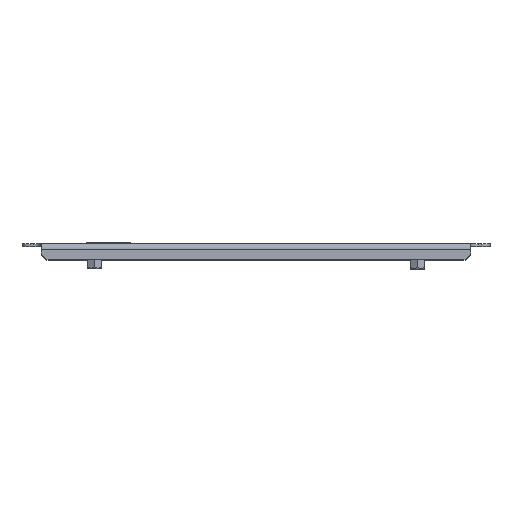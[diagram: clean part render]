
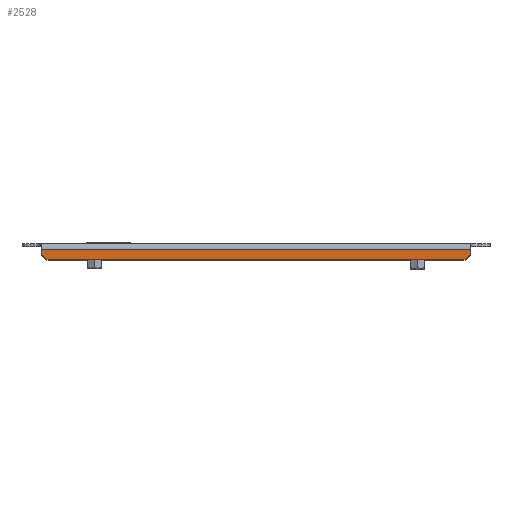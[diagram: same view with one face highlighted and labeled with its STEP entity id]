
A CAD part, top view. The second image highlights one B-rep face of the part: STEP entity #2528.
In plain terms, the highlighted planar face has unit normal (0, 0, 1).
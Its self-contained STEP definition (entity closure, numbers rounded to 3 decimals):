
#37 = CARTESIAN_POINT ( 'NONE',  ( -133., -5., 145. ) ) ;
#267 = EDGE_CURVE ( 'NONE', #2118, #5711, #2163, .T. ) ;
#599 = DIRECTION ( 'NONE',  ( 0., -1., 0. ) ) ;
#629 = DIRECTION ( 'NONE',  ( 0., 1., 0. ) ) ;
#643 = ORIENTED_EDGE ( 'NONE', *, *, #3200, .F. ) ;
#883 = DIRECTION ( 'NONE',  ( 0., 0., 1. ) ) ;
#891 = LINE ( 'NONE', #3744, #3445 ) ;
#1075 = ORIENTED_EDGE ( 'NONE', *, *, #4386, .T. ) ;
#1353 = CARTESIAN_POINT ( 'NONE',  ( 128., -5., 145. ) ) ;
#1422 = DIRECTION ( 'NONE',  ( 0., -1., 0. ) ) ;
#1457 = DIRECTION ( 'NONE',  ( 0., 0., 1. ) ) ;
#1827 = VERTEX_POINT ( 'NONE', #5341 ) ;
#1881 = CARTESIAN_POINT ( 'NONE',  ( -128., -10., 145. ) ) ;
#1949 = AXIS2_PLACEMENT_3D ( 'NONE', #5717, #1457, #1422 ) ;
#2011 = ORIENTED_EDGE ( 'NONE', *, *, #5134, .T. ) ;
#2019 = ORIENTED_EDGE ( 'NONE', *, *, #3496, .F. ) ;
#2099 = ORIENTED_EDGE ( 'NONE', *, *, #3547, .T. ) ;
#2102 = EDGE_LOOP ( 'NONE', ( #2019, #2011, #2099, #1075, #643, #6005 ) ) ;
#2118 = VERTEX_POINT ( 'NONE', #5750 ) ;
#2163 = LINE ( 'NONE', #5995, #2215 ) ;
#2215 = VECTOR ( 'NONE', #2280, 1000. ) ;
#2280 = DIRECTION ( 'NONE',  ( -1., 0., 0. ) ) ;
#2408 = AXIS2_PLACEMENT_3D ( 'NONE', #4323, #3853, #599 ) ;
#2447 = VECTOR ( 'NONE', #5959, 1000. ) ;
#2528 = ADVANCED_FACE ( 'NONE', ( #4812 ), #3839, .T. ) ;
#2897 = CIRCLE ( 'NONE', #4896, 5. ) ;
#3120 = CIRCLE ( 'NONE', #2408, 5. ) ;
#3138 = VERTEX_POINT ( 'NONE', #1881 ) ;
#3200 = EDGE_CURVE ( 'NONE', #2118, #5045, #891, .T. ) ;
#3245 = DIRECTION ( 'NONE',  ( 0., -1., 0. ) ) ;
#3445 = VECTOR ( 'NONE', #5564, 1000. ) ;
#3496 = EDGE_CURVE ( 'NONE', #4500, #5711, #4881, .T. ) ;
#3547 = EDGE_CURVE ( 'NONE', #3138, #1827, #5061, .T. ) ;
#3744 = CARTESIAN_POINT ( 'NONE',  ( 133., 23.978, 145. ) ) ;
#3839 = PLANE ( 'NONE',  #1949 ) ;
#3853 = DIRECTION ( 'NONE',  ( 0., 0., 1. ) ) ;
#4323 = CARTESIAN_POINT ( 'NONE',  ( -128., -5., 145. ) ) ;
#4386 = EDGE_CURVE ( 'NONE', #1827, #5045, #2897, .T. ) ;
#4500 = VERTEX_POINT ( 'NONE', #37 ) ;
#4512 = CARTESIAN_POINT ( 'NONE',  ( -133., 23.978, 145. ) ) ;
#4812 = FACE_OUTER_BOUND ( 'NONE', #2102, .T. ) ;
#4881 = LINE ( 'NONE', #4512, #4941 ) ;
#4896 = AXIS2_PLACEMENT_3D ( 'NONE', #1353, #883, #3245 ) ;
#4941 = VECTOR ( 'NONE', #629, 1000. ) ;
#5037 = CARTESIAN_POINT ( 'NONE',  ( 133., -5., 145. ) ) ;
#5045 = VERTEX_POINT ( 'NONE', #5037 ) ;
#5061 = LINE ( 'NONE', #5901, #2447 ) ;
#5134 = EDGE_CURVE ( 'NONE', #4500, #3138, #3120, .T. ) ;
#5341 = CARTESIAN_POINT ( 'NONE',  ( 128., -10., 145. ) ) ;
#5564 = DIRECTION ( 'NONE',  ( 0., -1., 0. ) ) ;
#5657 = CARTESIAN_POINT ( 'NONE',  ( -133., -3.5, 145. ) ) ;
#5711 = VERTEX_POINT ( 'NONE', #5657 ) ;
#5717 = CARTESIAN_POINT ( 'NONE',  ( 0., 141.978, 145. ) ) ;
#5750 = CARTESIAN_POINT ( 'NONE',  ( 133., -3.5, 145. ) ) ;
#5901 = CARTESIAN_POINT ( 'NONE',  ( 145., -10., 145. ) ) ;
#5959 = DIRECTION ( 'NONE',  ( 1., 0., 0. ) ) ;
#5995 = CARTESIAN_POINT ( 'NONE',  ( 0., -3.5, 145. ) ) ;
#6005 = ORIENTED_EDGE ( 'NONE', *, *, #267, .T. ) ;
